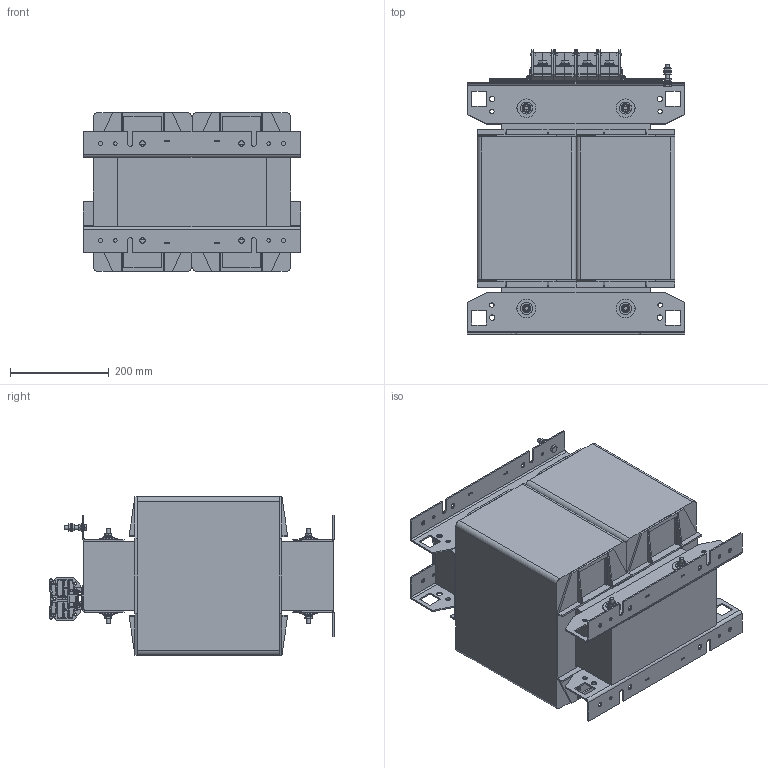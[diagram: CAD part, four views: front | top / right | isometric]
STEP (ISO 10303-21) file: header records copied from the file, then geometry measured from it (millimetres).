
FILE_DESCRIPTION(/* description */ (''),/* implementation_level */ '2;1');
FILE_NAME(/* name */ 'TKX50.stp',/* time_stamp */ '2024-02-09T10:57:54+01:00',/* author */ ('ops'),/* organization */ (''),/* preprocessor_version */ 'ST-DEVELOPER v16.13',/* originating_system */ 'Autodesk Inventor 2018',/* authorisation */ '');
FILE_SCHEMA (('AUTOMOTIVE_DESIGN { 1 0 10303 214 3 1 1 }'));
Products named in the file (1): TKX50
Bounding box: 440 x 575.25 x 321 mm (x, y, z)
Volume: 47319194.9 mm3; surface area: 3428341.1 mm2
Topology: 82 solids, 82 shells, 4828 faces, 12402 edges, 7926 vertices
Faces by surface type: plane 3582, cylinder 803, cone 360, torus 79, sphere 4
Full cylindrical faces by diameter (mm): 3 x4, 3.5 x16, 3.92 x4, 4 x8, 4.8 x16, 4.85 x8, 5 x8, 5.2 x8, 6.42 x16, 6.5 x16, 6.647 x11, 7 x8, 8 x5, 8.4 x9, 8.5 x8, 9 x16, 9.85 x8, 10.5 x8, 11 x16, 11.7 x1, 12.25 x8, 13 x8, 14 x4, 16 x1, 20 x8, 24 x8, 37 x8
Entity records: 146450 total; most frequent: CARTESIAN_POINT 25809, ORIENTED_EDGE 23942, DIRECTION 23340, EDGE_CURVE 11971, LINE 9548, VECTOR 9548, VERTEX_POINT 7897, AXIS2_PLACEMENT_3D 6896
